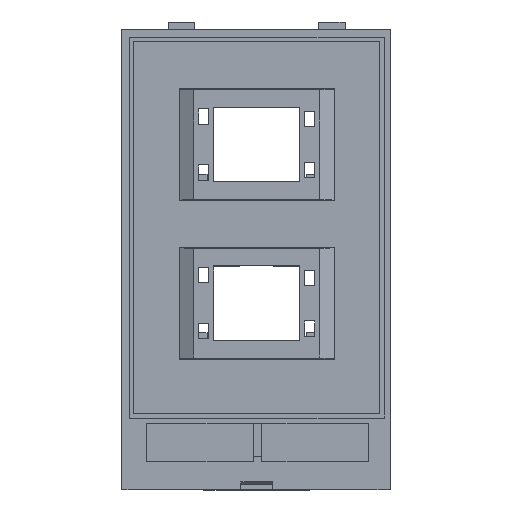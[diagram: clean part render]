
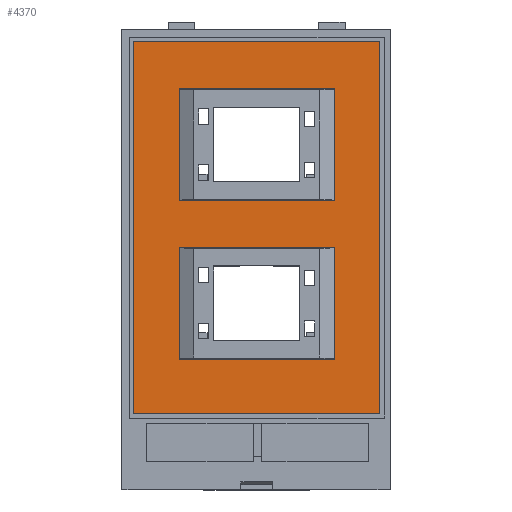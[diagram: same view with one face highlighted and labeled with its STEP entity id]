
A CAD part, top view. The second image highlights one B-rep face of the part: STEP entity #4370.
In plain terms, the highlighted planar face has unit normal (0, 0, 1).
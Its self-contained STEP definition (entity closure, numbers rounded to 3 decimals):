
#3300=CARTESIAN_POINT('',(0.,0.,3.));
#3310=DIRECTION('',(0.,0.,1.));
#3320=DIRECTION('',(1.,0.,0.));
#3330=AXIS2_PLACEMENT_3D('',#3300,#3310,#3320);
#3340=PLANE('',#3330);
#3350=CARTESIAN_POINT('',(40.189,0.,3.));
#3360=DIRECTION('',(0.,1.,0.));
#3370=VECTOR('',#3360,1.);
#3380=LINE('',#3350,#3370);
#3390=CARTESIAN_POINT('',(40.189,54.75,3.));
#3400=VERTEX_POINT('',#3390);
#3410=CARTESIAN_POINT('',(40.189,75.85,3.));
#3420=VERTEX_POINT('',#3410);
#3430=EDGE_CURVE('',#3400,#3420,#3380,.T.);
#3440=ORIENTED_EDGE('',*,*,#3430,.F.);
#3450=CARTESIAN_POINT('',(0.,75.85,3.));
#3460=DIRECTION('',(1.,0.,0.));
#3470=VECTOR('',#3460,1.);
#3480=LINE('',#3450,#3470);
#3490=CARTESIAN_POINT('',(10.789,75.85,3.));
#3500=VERTEX_POINT('',#3490);
#3510=EDGE_CURVE('',#3500,#3420,#3480,.T.);
#3520=ORIENTED_EDGE('',*,*,#3510,.T.);
#3530=CARTESIAN_POINT('',(10.789,0.,3.));
#3540=DIRECTION('',(0.,1.,0.));
#3550=VECTOR('',#3540,1.);
#3560=LINE('',#3530,#3550);
#3570=CARTESIAN_POINT('',(10.789,54.75,3.));
#3580=VERTEX_POINT('',#3570);
#3590=EDGE_CURVE('',#3580,#3500,#3560,.T.);
#3600=ORIENTED_EDGE('',*,*,#3590,.T.);
#3610=CARTESIAN_POINT('',(0.,54.75,3.));
#3620=DIRECTION('',(-1.,0.,0.));
#3630=VECTOR('',#3620,1.);
#3640=LINE('',#3610,#3630);
#3650=EDGE_CURVE('',#3400,#3580,#3640,.T.);
#3660=ORIENTED_EDGE('',*,*,#3650,.T.);
#3670=EDGE_LOOP('',(#3660,#3600,#3520,#3440));
#3680=FACE_BOUND('',#3670,.T.);
#3690=CARTESIAN_POINT('',(40.189,0.,3.));
#3700=DIRECTION('',(0.,1.,0.));
#3710=VECTOR('',#3700,1.);
#3720=LINE('',#3690,#3710);
#3730=CARTESIAN_POINT('',(40.189,24.75,3.));
#3740=VERTEX_POINT('',#3730);
#3750=CARTESIAN_POINT('',(40.189,45.85,3.));
#3760=VERTEX_POINT('',#3750);
#3770=EDGE_CURVE('',#3740,#3760,#3720,.T.);
#3780=ORIENTED_EDGE('',*,*,#3770,.F.);
#3790=CARTESIAN_POINT('',(0.,45.85,3.));
#3800=DIRECTION('',(1.,0.,0.));
#3810=VECTOR('',#3800,1.);
#3820=LINE('',#3790,#3810);
#3830=CARTESIAN_POINT('',(10.789,45.85,3.));
#3840=VERTEX_POINT('',#3830);
#3850=EDGE_CURVE('',#3840,#3760,#3820,.T.);
#3860=ORIENTED_EDGE('',*,*,#3850,.T.);
#3870=CARTESIAN_POINT('',(10.789,0.,3.));
#3880=DIRECTION('',(0.,1.,0.));
#3890=VECTOR('',#3880,1.);
#3900=LINE('',#3870,#3890);
#3910=CARTESIAN_POINT('',(10.789,24.75,3.));
#3920=VERTEX_POINT('',#3910);
#3930=EDGE_CURVE('',#3920,#3840,#3900,.T.);
#3940=ORIENTED_EDGE('',*,*,#3930,.T.);
#3950=CARTESIAN_POINT('',(0.,24.75,3.));
#3960=DIRECTION('',(-1.,0.,0.));
#3970=VECTOR('',#3960,1.);
#3980=LINE('',#3950,#3970);
#3990=EDGE_CURVE('',#3740,#3920,#3980,.T.);
#4000=ORIENTED_EDGE('',*,*,#3990,.T.);
#4010=EDGE_LOOP('',(#4000,#3940,#3860,#3780));
#4020=FACE_BOUND('',#4010,.T.);
#4030=CARTESIAN_POINT('',(0.,84.8,3.));
#4040=DIRECTION('',(-1.,0.,0.));
#4050=VECTOR('',#4040,1.);
#4060=LINE('',#4030,#4050);
#4070=CARTESIAN_POINT('',(48.8,84.8,3.));
#4080=VERTEX_POINT('',#4070);
#4090=CARTESIAN_POINT('',(2.2,84.8,3.));
#4100=VERTEX_POINT('',#4090);
#4110=EDGE_CURVE('',#4080,#4100,#4060,.T.);
#4120=ORIENTED_EDGE('',*,*,#4110,.T.);
#4130=CARTESIAN_POINT('',(48.8,0.,3.));
#4140=DIRECTION('',(0.,1.,0.));
#4150=VECTOR('',#4140,1.);
#4160=LINE('',#4130,#4150);
#4170=CARTESIAN_POINT('',(48.8,14.4,3.));
#4180=VERTEX_POINT('',#4170);
#4190=EDGE_CURVE('',#4180,#4080,#4160,.T.);
#4200=ORIENTED_EDGE('',*,*,#4190,.T.);
#4210=CARTESIAN_POINT('',(0.,14.4,3.));
#4220=DIRECTION('',(1.,0.,0.));
#4230=VECTOR('',#4220,1.);
#4240=LINE('',#4210,#4230);
#4250=CARTESIAN_POINT('',(2.2,14.4,3.));
#4260=VERTEX_POINT('',#4250);
#4270=EDGE_CURVE('',#4260,#4180,#4240,.T.);
#4280=ORIENTED_EDGE('',*,*,#4270,.T.);
#4290=CARTESIAN_POINT('',(2.2,0.,3.));
#4300=DIRECTION('',(0.,-1.,0.));
#4310=VECTOR('',#4300,1.);
#4320=LINE('',#4290,#4310);
#4330=EDGE_CURVE('',#4100,#4260,#4320,.T.);
#4340=ORIENTED_EDGE('',*,*,#4330,.T.);
#4350=EDGE_LOOP('',(#4340,#4280,#4200,#4120));
#4360=FACE_OUTER_BOUND('',#4350,.T.);
#4370=ADVANCED_FACE('',(#3680,#4020,#4360),#3340,.T.);
